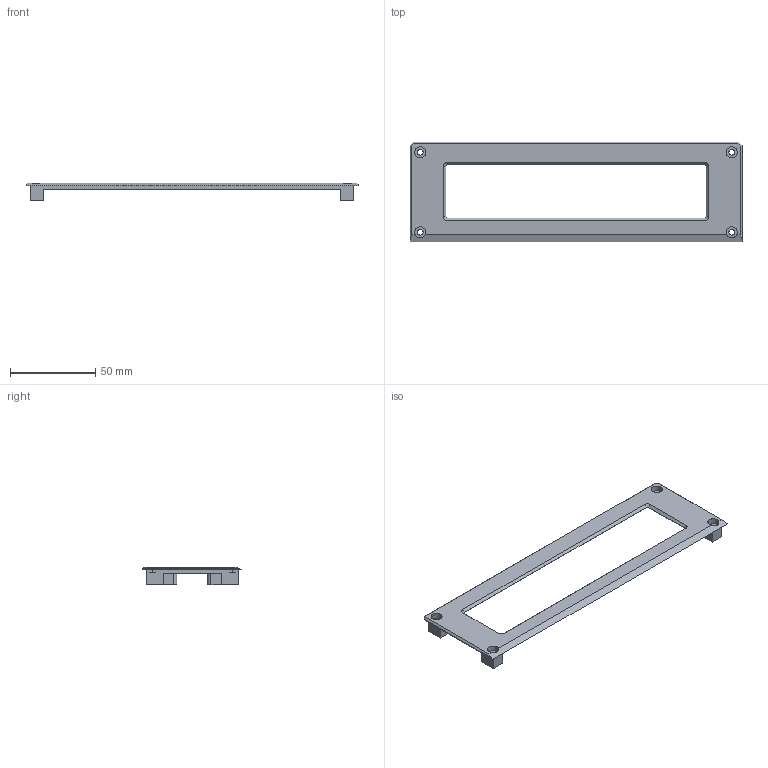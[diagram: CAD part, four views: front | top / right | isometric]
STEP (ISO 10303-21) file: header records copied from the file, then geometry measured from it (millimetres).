
FILE_DESCRIPTION (( 'STEP AP203' ), '1' );
FILE_NAME ('vfdfront.STEP', '2024-09-08T18:14:12', ( '' ), ( '' ), 'SwSTEP 2.0', 'SolidWorks 2017', '' );
FILE_SCHEMA (( 'CONFIG_CONTROL_DESIGN' ));
Length unit declared in the file: millimetre
Products named in the file (1): vfdfront
Bounding box: 195 x 58.7 x 10.5 mm (x, y, z)
Volume: 15328 mm3; surface area: 17408.6 mm2
Topology: 1 solids, 1 shells, 86 faces, 227 edges, 146 vertices
Faces by surface type: plane 50, cylinder 32, cone 4
Entity records: 2750 total; most frequent: DIRECTION 469, CARTESIAN_POINT 466, ORIENTED_EDGE 454, EDGE_CURVE 227, AXIS2_PLACEMENT_3D 157, VECTOR 155, LINE 155, VERTEX_POINT 146
